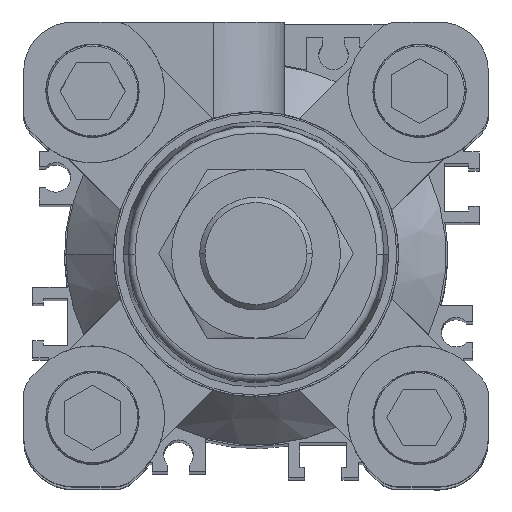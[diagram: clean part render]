
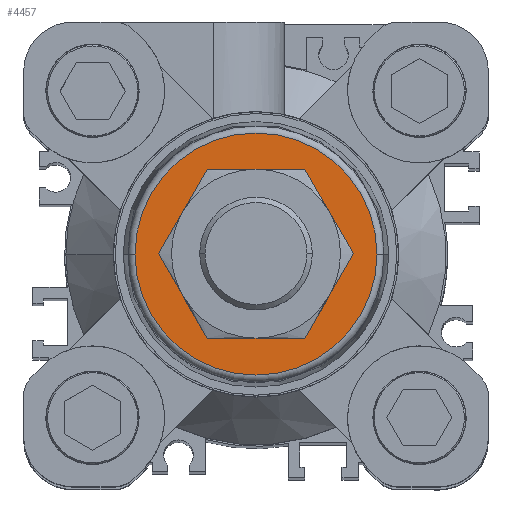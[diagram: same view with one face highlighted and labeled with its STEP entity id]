
A CAD part, top view. The second image highlights one B-rep face of the part: STEP entity #4457.
In plain terms, the highlighted planar face has unit normal (0, 0, 1).
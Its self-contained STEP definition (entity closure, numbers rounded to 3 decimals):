
#303 = DIRECTION ( 'NONE',  ( 0., 0., 1. ) ) ;
#418 = AXIS2_PLACEMENT_3D ( 'NONE', #9330, #2888, #10424 ) ;
#722 = DIRECTION ( 'NONE',  ( 0., 0., 1. ) ) ;
#1023 = DIRECTION ( 'NONE',  ( 0., 0., 1. ) ) ;
#1073 = CIRCLE ( 'NONE', #6417, 17.185 ) ;
#1111 = EDGE_CURVE ( 'NONE', #12718, #5489, #10401, .T. ) ;
#1156 = VERTEX_POINT ( 'NONE', #7317 ) ;
#1430 = AXIS2_PLACEMENT_3D ( 'NONE', #2031, #1023, #10291 ) ;
#2031 = CARTESIAN_POINT ( 'NONE',  ( 0., 0., 56. ) ) ;
#2156 = EDGE_CURVE ( 'NONE', #5489, #12718, #1073, .T. ) ;
#2676 = ORIENTED_EDGE ( 'NONE', *, *, #13250, .F. ) ;
#2888 = DIRECTION ( 'NONE',  ( 0., 0., 1. ) ) ;
#4457 = ADVANCED_FACE ( 'NONE', ( #13974, #11102 ), #10518, .T. ) ;
#5270 = VERTEX_POINT ( 'NONE', #6166 ) ;
#5489 = VERTEX_POINT ( 'NONE', #8470 ) ;
#5537 = DIRECTION ( 'NONE',  ( 1., 0., 0. ) ) ;
#6166 = CARTESIAN_POINT ( 'NONE',  ( -8.338, 0., 56. ) ) ;
#6417 = AXIS2_PLACEMENT_3D ( 'NONE', #10922, #14011, #11460 ) ;
#6693 = ORIENTED_EDGE ( 'NONE', *, *, #1111, .T. ) ;
#6955 = AXIS2_PLACEMENT_3D ( 'NONE', #13674, #303, #5537 ) ;
#7162 = ORIENTED_EDGE ( 'NONE', *, *, #13784, .F. ) ;
#7205 = CARTESIAN_POINT ( 'NONE',  ( 0., 0., 56. ) ) ;
#7317 = CARTESIAN_POINT ( 'NONE',  ( 8.338, 0., 56. ) ) ;
#7891 = ORIENTED_EDGE ( 'NONE', *, *, #2156, .T. ) ;
#8149 = AXIS2_PLACEMENT_3D ( 'NONE', #7205, #722, #8310 ) ;
#8310 = DIRECTION ( 'NONE',  ( 1., 0., 0. ) ) ;
#8470 = CARTESIAN_POINT ( 'NONE',  ( -17.185, 0., 56. ) ) ;
#8827 = EDGE_LOOP ( 'NONE', ( #2676, #7162 ) ) ;
#9330 = CARTESIAN_POINT ( 'NONE',  ( 0., 0., 56. ) ) ;
#9347 = CARTESIAN_POINT ( 'NONE',  ( 17.185, 0., 56. ) ) ;
#9714 = EDGE_LOOP ( 'NONE', ( #6693, #7891 ) ) ;
#10291 = DIRECTION ( 'NONE',  ( 1., 0., 0. ) ) ;
#10401 = CIRCLE ( 'NONE', #1430, 17.185 ) ;
#10424 = DIRECTION ( 'NONE',  ( 1., 0., 0. ) ) ;
#10518 = PLANE ( 'NONE',  #6955 ) ;
#10922 = CARTESIAN_POINT ( 'NONE',  ( 0., 0., 56. ) ) ;
#11102 = FACE_OUTER_BOUND ( 'NONE', #9714, .T. ) ;
#11460 = DIRECTION ( 'NONE',  ( 1., 0., 0. ) ) ;
#12149 = CIRCLE ( 'NONE', #8149, 8.338 ) ;
#12178 = CIRCLE ( 'NONE', #418, 8.338 ) ;
#12718 = VERTEX_POINT ( 'NONE', #9347 ) ;
#13250 = EDGE_CURVE ( 'NONE', #5270, #1156, #12178, .T. ) ;
#13674 = CARTESIAN_POINT ( 'NONE',  ( 0., 0., 56. ) ) ;
#13784 = EDGE_CURVE ( 'NONE', #1156, #5270, #12149, .T. ) ;
#13974 = FACE_BOUND ( 'NONE', #8827, .T. ) ;
#14011 = DIRECTION ( 'NONE',  ( 0., 0., 1. ) ) ;
